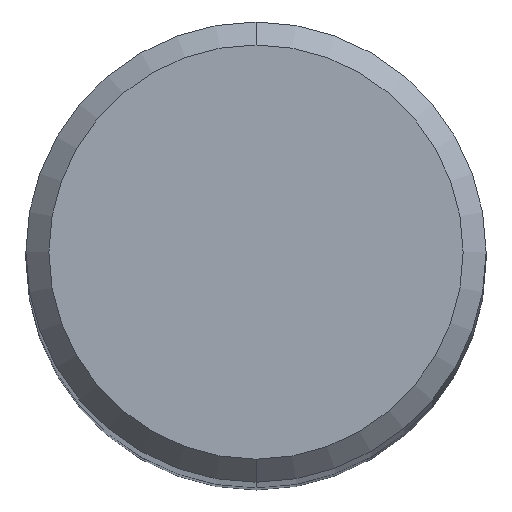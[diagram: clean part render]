
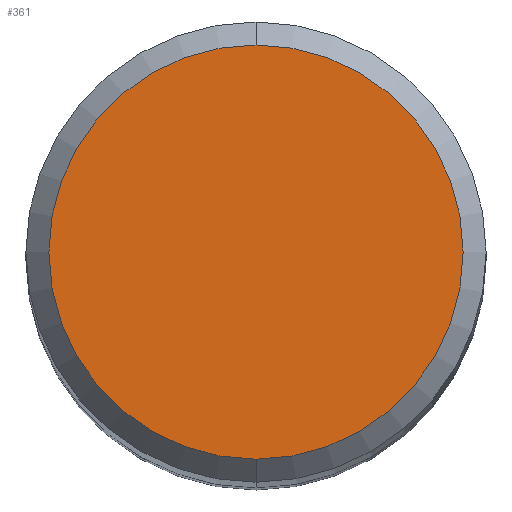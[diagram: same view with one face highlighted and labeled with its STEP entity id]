
A CAD part, top view. The second image highlights one B-rep face of the part: STEP entity #361.
In plain terms, the highlighted planar face has unit normal (0, 0, 1).
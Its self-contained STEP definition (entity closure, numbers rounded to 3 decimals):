
#253=VERTEX_POINT('',#538);
#289=EDGE_CURVE('',#253,#307,#577,.T.);
#307=VERTEX_POINT('',#596);
#327=EDGE_CURVE('',#307,#253,#616,.T.);
#361=ADVANCED_FACE('',(#653),#654,.T.);
#538=CARTESIAN_POINT('',(0.,-3.6,0.0));
#577=CIRCLE('',#1022,3.6);
#596=CARTESIAN_POINT('',(0.0,3.6,0.0));
#616=CIRCLE('',#1121,3.6);
#653=FACE_OUTER_BOUND('',#1190,.T.);
#654=PLANE('',#1191);
#1022=AXIS2_PLACEMENT_3D('',#1481,#1482,#1483);
#1121=AXIS2_PLACEMENT_3D('',#1511,#1512,#1513);
#1190=EDGE_LOOP('',(#1550,#1551));
#1191=AXIS2_PLACEMENT_3D('',#1552,#1553,#1554);
#1481=CARTESIAN_POINT('',(0.0,0.0,0.0));
#1482=DIRECTION('',(0.0,0.0,-1.0));
#1483=DIRECTION('',(0.0,1.0,0.0));
#1511=CARTESIAN_POINT('',(0.0,0.0,0.0));
#1512=DIRECTION('',(0.0,0.0,-1.0));
#1513=DIRECTION('',(0.0,1.0,0.0));
#1550=ORIENTED_EDGE('',*,*,#327,.F.);
#1551=ORIENTED_EDGE('',*,*,#289,.F.);
#1552=CARTESIAN_POINT('',(0.0,1.8,0.0));
#1553=DIRECTION('',(-0.0,0.0,1.0));
#1554=DIRECTION('',(0.0,-1.0,0.0));
